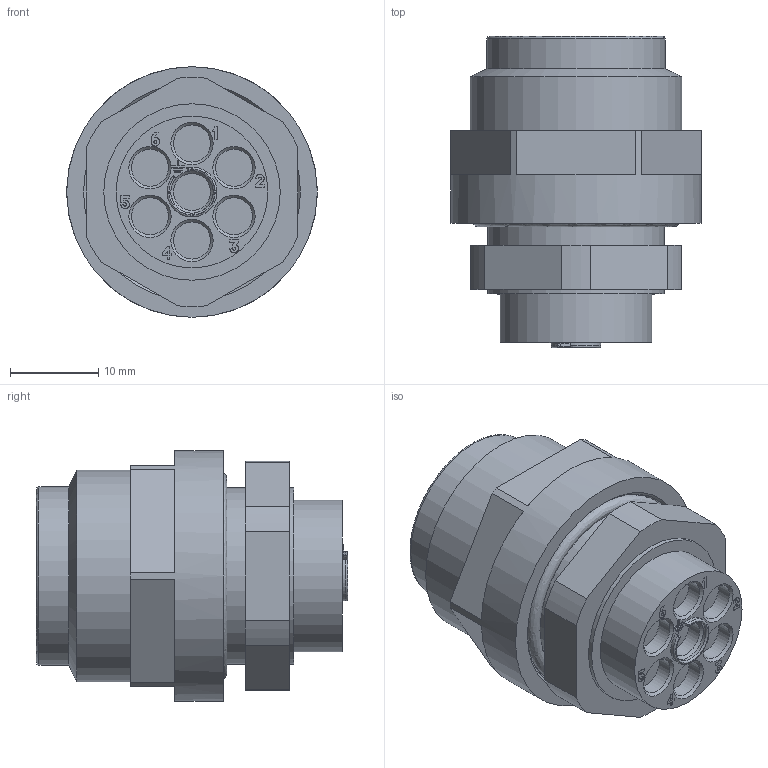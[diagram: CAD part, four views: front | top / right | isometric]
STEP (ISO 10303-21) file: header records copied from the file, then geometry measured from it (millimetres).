
FILE_DESCRIPTION(/* description */ (''),/* implementation_level */ '2;1');
FILE_NAME(/* name */ 'c016 10p003 806 12nxc001-01.stp',/* time_stamp */ '2019-07-08T09:41:45+02:00',/* author */ (''),/* organization */ (''),/* preprocessor_version */ 'ST-DEVELOPER v16.7',/* originating_system */ 'SIEMENS PLM Software NX 12.0',/* authorisation */ '');
FILE_SCHEMA (('AUTOMOTIVE_DESIGN { 1 0 10303 214 3 1 1 1 }'));
Length unit declared in the file: millimetre
Products named in the file (1): c016 10p003 806 12nxc001-01
Bounding box: 28.4 x 35.3 x 28.4 mm (x, y, z)
Volume: 12711.8 mm3; surface area: 5675 mm2
Topology: 1 solids, 1 shells, 323 faces, 793 edges, 503 vertices
Faces by surface type: plane 165, cylinder 85, bspline 61, cone 10, torus 2
Full cylindrical faces by diameter (mm): 3.4 x7, 4.2 x7, 16.4 x1, 17.2 x1, 20 x2, 20.2 x1, 24 x2, 28.4 x1
Entity records: 10250 total; most frequent: CARTESIAN_POINT 3203, ORIENTED_EDGE 1476, DIRECTION 1362, EDGE_CURVE 738, VERTEX_POINT 486, AXIS2_PLACEMENT_3D 470, LINE 422, VECTOR 422
